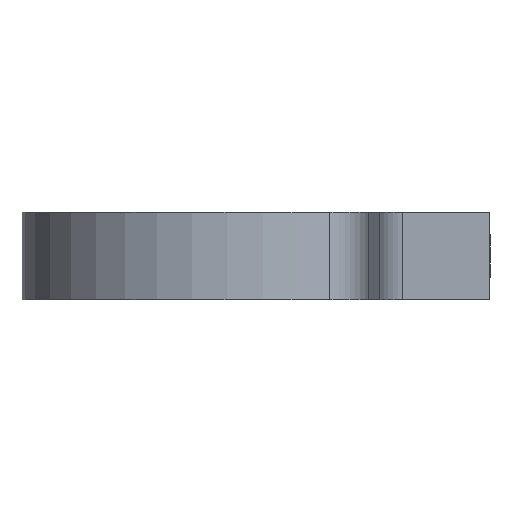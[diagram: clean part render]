
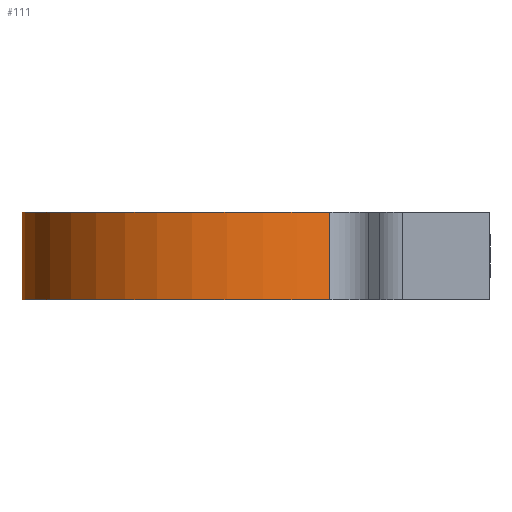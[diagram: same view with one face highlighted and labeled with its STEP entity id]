
A CAD part, left-side view. The second image highlights one B-rep face of the part: STEP entity #111.
In plain terms, the highlighted cylindrical face has radius 19 mm (diameter 38 mm), a partial arc.
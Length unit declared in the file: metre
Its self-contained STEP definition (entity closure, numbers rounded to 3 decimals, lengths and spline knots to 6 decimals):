
#111 = ADVANCED_FACE( 'NONE', ( #247 ), #248, .T. );
#247 = FACE_OUTER_BOUND( '', #1055, .T. );
#248 = CYLINDRICAL_SURFACE( '', #1056, 0.019 );
#1055 = EDGE_LOOP( '', ( #2729, #2730, #2731, #2732, #2733, #2734 ) );
#1056 = AXIS2_PLACEMENT_3D( '', #2735, #2736, #2737 );
#2729 = ORIENTED_EDGE( '', *, *, #3393, .F. );
#2730 = ORIENTED_EDGE( '', *, *, #3467, .T. );
#2731 = ORIENTED_EDGE( '', *, *, #3462, .F. );
#2732 = ORIENTED_EDGE( '', *, *, #3382, .T. );
#2733 = ORIENTED_EDGE( '', *, *, #3312, .T. );
#2734 = ORIENTED_EDGE( '', *, *, #3481, .T. );
#2735 = CARTESIAN_POINT( '', ( 0., 0., 0.008 ) );
#2736 = DIRECTION( '', ( 0., 0., 1. ) );
#2737 = DIRECTION( '', ( -1., 0., 0. ) );
#3312 = EDGE_CURVE( 'NONE', #3819, #3817, #3820, .T. );
#3382 = EDGE_CURVE( 'NONE', #3950, #3819, #3951, .T. );
#3393 = EDGE_CURVE( 'NONE', #3968, #3970, #3971, .T. );
#3462 = EDGE_CURVE( 'NONE', #3950, #4091, #4097, .T. );
#3467 = EDGE_CURVE( 'NONE', #3968, #4091, #4102, .T. );
#3481 = EDGE_CURVE( 'NONE', #3817, #3970, #4117, .T. );
#3817 = VERTEX_POINT( 'NONE', #5644 );
#3819 = VERTEX_POINT( 'NONE', #5646 );
#3820 = CIRCLE( '', #5647, 0.019 );
#3950 = VERTEX_POINT( 'NONE', #6515 );
#3951 = LINE( '', #6516, #6517 );
#3968 = VERTEX_POINT( 'NONE', #6552 );
#3970 = VERTEX_POINT( 'NONE', #6554 );
#3971 = CIRCLE( '', #6555, 0.019 );
#4091 = VERTEX_POINT( 'NONE', #7376 );
#4097 = B_SPLINE_CURVE_WITH_KNOTS( '', 3, ( #7403, #7404, #7405, #7406, #7407, #7408, #7409, #7410, #7411, #7412, #7413, #7414, #7415, #7416, #7417, #7418, #7419, #7420, #7421, #7422, #7423 ), .UNSPECIFIED., .F., .F., ( 4, 1, 1, 1, 1, 1, 1, 1, 1, 1, 1, 1, 1, 1, 1, 1, 1, 1, 4 ), ( 0., 0.032224, 0.063598, 0.094152, 0.12392, 0.188141, 0.2478, 0.313472, 0.373393, 0.437756, 0.498599, 0.559643, 0.624113, 0.683965, 0.749571, 0.809657, 0.874411, 0.935514, 1. ), .UNSPECIFIED. );
#4102 = LINE( '', #7430, #7431 );
#4117 = LINE( '', #7452, #7453 );
#5644 = CARTESIAN_POINT( '', ( -0.01659, -0.009262, 0. ) );
#5646 = CARTESIAN_POINT( '', ( 0.017699, 0.006909, 0. ) );
#5647 = AXIS2_PLACEMENT_3D( '', #8996, #8997, #8998 );
#6515 = CARTESIAN_POINT( '', ( 0.017699, 0.006909, 0.000986 ) );
#6516 = CARTESIAN_POINT( '', ( 0.017699, 0.006909, 0.008 ) );
#6517 = VECTOR( '', #9029, 1. );
#6552 = CARTESIAN_POINT( '', ( 0.017699, 0.006909, 0.008 ) );
#6554 = CARTESIAN_POINT( '', ( -0.01659, -0.009262, 0.008 ) );
#6555 = AXIS2_PLACEMENT_3D( '', #9046, #9047, #9048 );
#7376 = CARTESIAN_POINT( '', ( 0.017699, 0.006909, 0.007014 ) );
#7403 = CARTESIAN_POINT( '', ( 0.017699, 0.006909, 0.000986 ) );
#7404 = CARTESIAN_POINT( '', ( 0.01766, 0.007007, 0.001012 ) );
#7405 = CARTESIAN_POINT( '', ( 0.017584, 0.007201, 0.001064 ) );
#7406 = CARTESIAN_POINT( '', ( 0.017465, 0.007482, 0.001152 ) );
#7407 = CARTESIAN_POINT( '', ( 0.017347, 0.007752, 0.001247 ) );
#7408 = CARTESIAN_POINT( '', ( 0.017184, 0.008111, 0.001391 ) );
#7409 = CARTESIAN_POINT( '', ( 0.016976, 0.008539, 0.0016 ) );
#7410 = CARTESIAN_POINT( '', ( 0.016719, 0.009031, 0.001921 ) );
#7411 = CARTESIAN_POINT( '', ( 0.016478, 0.009463, 0.002308 ) );
#7412 = CARTESIAN_POINT( '', ( 0.016262, 0.009828, 0.002794 ) );
#7413 = CARTESIAN_POINT( '', ( 0.016109, 0.010076, 0.003356 ) );
#7414 = CARTESIAN_POINT( '', ( 0.01605, 0.010167, 0.003986 ) );
#7415 = CARTESIAN_POINT( '', ( 0.016104, 0.010084, 0.004618 ) );
#7416 = CARTESIAN_POINT( '', ( 0.016254, 0.009841, 0.005184 ) );
#7417 = CARTESIAN_POINT( '', ( 0.016469, 0.00948, 0.005674 ) );
#7418 = CARTESIAN_POINT( '', ( 0.016709, 0.00905, 0.006065 ) );
#7419 = CARTESIAN_POINT( '', ( 0.016967, 0.008557, 0.00639 ) );
#7420 = CARTESIAN_POINT( '', ( 0.017218, 0.00804, 0.006644 ) );
#7421 = CARTESIAN_POINT( '', ( 0.017468, 0.007486, 0.006855 ) );
#7422 = CARTESIAN_POINT( '', ( 0.017621, 0.007105, 0.00696 ) );
#7423 = CARTESIAN_POINT( '', ( 0.017699, 0.006909, 0.007014 ) );
#7430 = CARTESIAN_POINT( '', ( 0.017699, 0.006909, 0.008 ) );
#7431 = VECTOR( '', #9076, 1. );
#7452 = CARTESIAN_POINT( '', ( -0.01659, -0.009262, 0.008 ) );
#7453 = VECTOR( '', #9089, 1. );
#8996 = CARTESIAN_POINT( '', ( 0., 0., 0. ) );
#8997 = DIRECTION( '', ( 0., 0., 1. ) );
#8998 = DIRECTION( '', ( 1., 0., 0. ) );
#9029 = DIRECTION( '', ( 0., 0., -1. ) );
#9046 = CARTESIAN_POINT( '', ( 0., 0., 0.008 ) );
#9047 = DIRECTION( '', ( 0., 0., 1. ) );
#9048 = DIRECTION( '', ( 1., 0., 0. ) );
#9076 = DIRECTION( '', ( 0., 0., -1. ) );
#9089 = DIRECTION( '', ( 0., 0., 1. ) );
